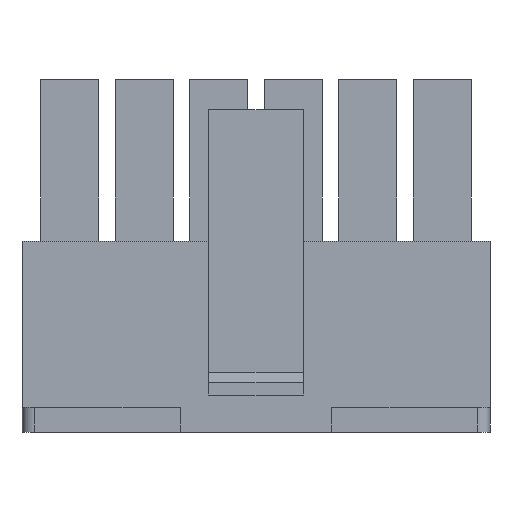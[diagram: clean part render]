
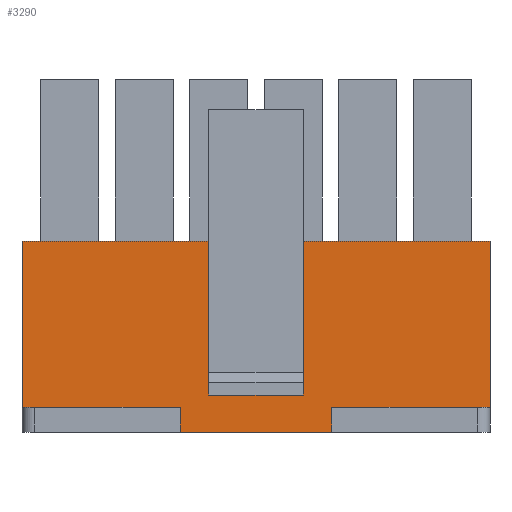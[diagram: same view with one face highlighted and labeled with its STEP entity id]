
A CAD part, front view. The second image highlights one B-rep face of the part: STEP entity #3290.
In plain terms, the highlighted planar face has unit normal (0, -1, 0).
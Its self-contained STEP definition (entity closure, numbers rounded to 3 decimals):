
#3 = ORIENTED_EDGE ( 'NONE', *, *, #7624, .F. ) ;
#57 = CARTESIAN_POINT ( 'NONE',  ( 9.425, -3.45, 1. ) ) ;
#102 = ORIENTED_EDGE ( 'NONE', *, *, #3964, .T. ) ;
#114 = CARTESIAN_POINT ( 'NONE',  ( 1.9, -3.45, 6.851 ) ) ;
#461 = ORIENTED_EDGE ( 'NONE', *, *, #3583, .F. ) ;
#586 = VERTEX_POINT ( 'NONE', #57 ) ;
#589 = CARTESIAN_POINT ( 'NONE',  ( -1.9, -3.45, 6.851 ) ) ;
#673 = ORIENTED_EDGE ( 'NONE', *, *, #2024, .F. ) ;
#693 = CARTESIAN_POINT ( 'NONE',  ( 1.9, -3.45, 6.851 ) ) ;
#713 = LINE ( 'NONE', #3643, #6358 ) ;
#867 = CARTESIAN_POINT ( 'NONE',  ( -1., -3.45, 5.514 ) ) ;
#913 = VERTEX_POINT ( 'NONE', #6592 ) ;
#1015 = ORIENTED_EDGE ( 'NONE', *, *, #7632, .F. ) ;
#1053 = VERTEX_POINT ( 'NONE', #1396 ) ;
#1059 = DIRECTION ( 'NONE',  ( 0., 0., 1. ) ) ;
#1095 = CARTESIAN_POINT ( 'NONE',  ( 1., -3.45, 11.091 ) ) ;
#1322 = VECTOR ( 'NONE', #6761, 1000. ) ;
#1330 = CARTESIAN_POINT ( 'NONE',  ( -3.046, -3.45, -3. ) ) ;
#1377 = ORIENTED_EDGE ( 'NONE', *, *, #6844, .T. ) ;
#1396 = CARTESIAN_POINT ( 'NONE',  ( -3.046, -3.45, 0. ) ) ;
#1423 = LINE ( 'NONE', #6777, #5562 ) ;
#1459 = EDGE_CURVE ( 'NONE', #1053, #3954, #1785, .T. ) ;
#1725 = VERTEX_POINT ( 'NONE', #589 ) ;
#1757 = AXIS2_PLACEMENT_3D ( 'NONE', #3278, #6694, #2012 ) ;
#1764 = CARTESIAN_POINT ( 'NONE',  ( 1.9, -3.45, 6.851 ) ) ;
#1785 = LINE ( 'NONE', #3610, #3883 ) ;
#1800 = VECTOR ( 'NONE', #7202, 1000. ) ;
#1806 = CARTESIAN_POINT ( 'NONE',  ( 1., -3.45, 6.851 ) ) ;
#1865 = LINE ( 'NONE', #1947, #4421 ) ;
#1925 = EDGE_LOOP ( 'NONE', ( #2539, #6207, #461, #5821, #4626, #6957, #1015, #4057 ) ) ;
#1947 = CARTESIAN_POINT ( 'NONE',  ( 1.9, -3.45, 5.514 ) ) ;
#1953 = CARTESIAN_POINT ( 'NONE',  ( 3.046, -3.45, -3. ) ) ;
#1971 = FACE_BOUND ( 'NONE', #5173, .T. ) ;
#2012 = DIRECTION ( 'NONE',  ( 0., 0., 1. ) ) ;
#2024 = EDGE_CURVE ( 'NONE', #6280, #3618, #3702, .T. ) ;
#2030 = LINE ( 'NONE', #4447, #5798 ) ;
#2046 = VECTOR ( 'NONE', #4218, 1000. ) ;
#2100 = VERTEX_POINT ( 'NONE', #7278 ) ;
#2140 = VECTOR ( 'NONE', #4942, 1000. ) ;
#2284 = CARTESIAN_POINT ( 'NONE',  ( 3.046, -3.45, 1. ) ) ;
#2487 = DIRECTION ( 'NONE',  ( -1., 0., 0. ) ) ;
#2503 = VECTOR ( 'NONE', #6561, 1000. ) ;
#2539 = ORIENTED_EDGE ( 'NONE', *, *, #7326, .T. ) ;
#2601 = PLANE ( 'NONE',  #1757 ) ;
#2933 = EDGE_LOOP ( 'NONE', ( #6566, #5972, #5089, #102 ) ) ;
#2983 = LINE ( 'NONE', #1095, #6293 ) ;
#3023 = VECTOR ( 'NONE', #4823, 1000. ) ;
#3141 = DIRECTION ( 'NONE',  ( -1., 0., 0. ) ) ;
#3156 = CARTESIAN_POINT ( 'NONE',  ( -3.046, -3.45, 1. ) ) ;
#3191 = VERTEX_POINT ( 'NONE', #867 ) ;
#3238 = LINE ( 'NONE', #114, #2140 ) ;
#3278 = CARTESIAN_POINT ( 'NONE',  ( 24.775, -3.45, 1. ) ) ;
#3290 = ADVANCED_FACE ( 'NONE', ( #4471, #1971, #5554 ), #2601, .F. ) ;
#3291 = EDGE_CURVE ( 'NONE', #5593, #1725, #3238, .T. ) ;
#3443 = VERTEX_POINT ( 'NONE', #2284 ) ;
#3583 = EDGE_CURVE ( 'NONE', #7395, #2100, #7734, .T. ) ;
#3608 = CARTESIAN_POINT ( 'NONE',  ( -9.425, -3.45, 7.7 ) ) ;
#3610 = CARTESIAN_POINT ( 'NONE',  ( 0., -3.45, 0. ) ) ;
#3618 = VERTEX_POINT ( 'NONE', #1806 ) ;
#3643 = CARTESIAN_POINT ( 'NONE',  ( 1.9, -3.45, 5.514 ) ) ;
#3696 = CARTESIAN_POINT ( 'NONE',  ( -1., -3.45, 6.851 ) ) ;
#3702 = LINE ( 'NONE', #693, #6314 ) ;
#3832 = DIRECTION ( 'NONE',  ( -1., 0., 0. ) ) ;
#3883 = VECTOR ( 'NONE', #4204, 1000. ) ;
#3954 = VERTEX_POINT ( 'NONE', #5179 ) ;
#3964 = EDGE_CURVE ( 'NONE', #913, #1725, #7703, .T. ) ;
#4057 = ORIENTED_EDGE ( 'NONE', *, *, #5739, .T. ) ;
#4179 = CARTESIAN_POINT ( 'NONE',  ( 24.775, -3.45, 1. ) ) ;
#4204 = DIRECTION ( 'NONE',  ( 1., 0., 0. ) ) ;
#4218 = DIRECTION ( 'NONE',  ( -1., 0., 0. ) ) ;
#4281 = DIRECTION ( 'NONE',  ( -1., 0., 0. ) ) ;
#4290 = LINE ( 'NONE', #4179, #2046 ) ;
#4303 = VERTEX_POINT ( 'NONE', #6501 ) ;
#4367 = DIRECTION ( 'NONE',  ( 0., 0., 1. ) ) ;
#4421 = VECTOR ( 'NONE', #4281, 1000. ) ;
#4447 = CARTESIAN_POINT ( 'NONE',  ( 9.425, -3.45, 1. ) ) ;
#4471 = FACE_BOUND ( 'NONE', #2933, .T. ) ;
#4605 = EDGE_CURVE ( 'NONE', #1053, #7395, #5466, .T. ) ;
#4626 = ORIENTED_EDGE ( 'NONE', *, *, #1459, .T. ) ;
#4823 = DIRECTION ( 'NONE',  ( -1., 0., 0. ) ) ;
#4824 = VECTOR ( 'NONE', #6680, 1000. ) ;
#4942 = DIRECTION ( 'NONE',  ( -1., 0., 0. ) ) ;
#4943 = LINE ( 'NONE', #7341, #6857 ) ;
#5087 = VECTOR ( 'NONE', #6995, 1000. ) ;
#5089 = ORIENTED_EDGE ( 'NONE', *, *, #5609, .T. ) ;
#5162 = VERTEX_POINT ( 'NONE', #3608 ) ;
#5173 = EDGE_LOOP ( 'NONE', ( #6638, #673, #3, #1377 ) ) ;
#5179 = CARTESIAN_POINT ( 'NONE',  ( 3.046, -3.45, 0. ) ) ;
#5408 = CARTESIAN_POINT ( 'NONE',  ( 1.9, -3.45, 6.851 ) ) ;
#5466 = LINE ( 'NONE', #1330, #1800 ) ;
#5554 = FACE_OUTER_BOUND ( 'NONE', #1925, .T. ) ;
#5562 = VECTOR ( 'NONE', #3832, 1000. ) ;
#5582 = VERTEX_POINT ( 'NONE', #7270 ) ;
#5593 = VERTEX_POINT ( 'NONE', #3696 ) ;
#5609 = EDGE_CURVE ( 'NONE', #3191, #913, #1865, .T. ) ;
#5739 = EDGE_CURVE ( 'NONE', #586, #6161, #2030, .T. ) ;
#5798 = VECTOR ( 'NONE', #4367, 1000. ) ;
#5821 = ORIENTED_EDGE ( 'NONE', *, *, #4605, .F. ) ;
#5953 = LINE ( 'NONE', #1764, #4824 ) ;
#5972 = ORIENTED_EDGE ( 'NONE', *, *, #6016, .F. ) ;
#6016 = EDGE_CURVE ( 'NONE', #3191, #5593, #7800, .T. ) ;
#6037 = EDGE_CURVE ( 'NONE', #4303, #3618, #2983, .T. ) ;
#6156 = DIRECTION ( 'NONE',  ( 0., 0., -1. ) ) ;
#6161 = VERTEX_POINT ( 'NONE', #6355 ) ;
#6207 = ORIENTED_EDGE ( 'NONE', *, *, #6421, .T. ) ;
#6280 = VERTEX_POINT ( 'NONE', #5408 ) ;
#6293 = VECTOR ( 'NONE', #1059, 1000. ) ;
#6314 = VECTOR ( 'NONE', #3141, 1000. ) ;
#6338 = LINE ( 'NONE', #1953, #1322 ) ;
#6355 = CARTESIAN_POINT ( 'NONE',  ( 9.425, -3.45, 7.7 ) ) ;
#6358 = VECTOR ( 'NONE', #2487, 1000. ) ;
#6421 = EDGE_CURVE ( 'NONE', #5162, #2100, #4943, .T. ) ;
#6501 = CARTESIAN_POINT ( 'NONE',  ( 1., -3.45, 5.514 ) ) ;
#6561 = DIRECTION ( 'NONE',  ( 0., 0., 1. ) ) ;
#6566 = ORIENTED_EDGE ( 'NONE', *, *, #3291, .F. ) ;
#6576 = CARTESIAN_POINT ( 'NONE',  ( 24.775, -3.45, 1. ) ) ;
#6592 = CARTESIAN_POINT ( 'NONE',  ( -1.9, -3.45, 5.514 ) ) ;
#6638 = ORIENTED_EDGE ( 'NONE', *, *, #6037, .T. ) ;
#6680 = DIRECTION ( 'NONE',  ( 0., 0., 1. ) ) ;
#6694 = DIRECTION ( 'NONE',  ( 0., 1., 0. ) ) ;
#6754 = EDGE_CURVE ( 'NONE', #3954, #3443, #6338, .T. ) ;
#6761 = DIRECTION ( 'NONE',  ( 0., 0., 1. ) ) ;
#6777 = CARTESIAN_POINT ( 'NONE',  ( 24.775, -3.45, 7.7 ) ) ;
#6844 = EDGE_CURVE ( 'NONE', #5582, #4303, #713, .T. ) ;
#6857 = VECTOR ( 'NONE', #6156, 1000. ) ;
#6957 = ORIENTED_EDGE ( 'NONE', *, *, #6754, .T. ) ;
#6995 = DIRECTION ( 'NONE',  ( 0., 0., 1. ) ) ;
#7162 = CARTESIAN_POINT ( 'NONE',  ( -1., -3.45, 11.091 ) ) ;
#7202 = DIRECTION ( 'NONE',  ( 0., 0., 1. ) ) ;
#7270 = CARTESIAN_POINT ( 'NONE',  ( 1.9, -3.45, 5.514 ) ) ;
#7278 = CARTESIAN_POINT ( 'NONE',  ( -9.425, -3.45, 1. ) ) ;
#7326 = EDGE_CURVE ( 'NONE', #6161, #5162, #1423, .T. ) ;
#7341 = CARTESIAN_POINT ( 'NONE',  ( -9.425, -3.45, 1. ) ) ;
#7395 = VERTEX_POINT ( 'NONE', #3156 ) ;
#7587 = CARTESIAN_POINT ( 'NONE',  ( -1.9, -3.45, 6.851 ) ) ;
#7624 = EDGE_CURVE ( 'NONE', #5582, #6280, #5953, .T. ) ;
#7632 = EDGE_CURVE ( 'NONE', #586, #3443, #4290, .T. ) ;
#7703 = LINE ( 'NONE', #7587, #5087 ) ;
#7734 = LINE ( 'NONE', #6576, #3023 ) ;
#7800 = LINE ( 'NONE', #7162, #2503 ) ;
